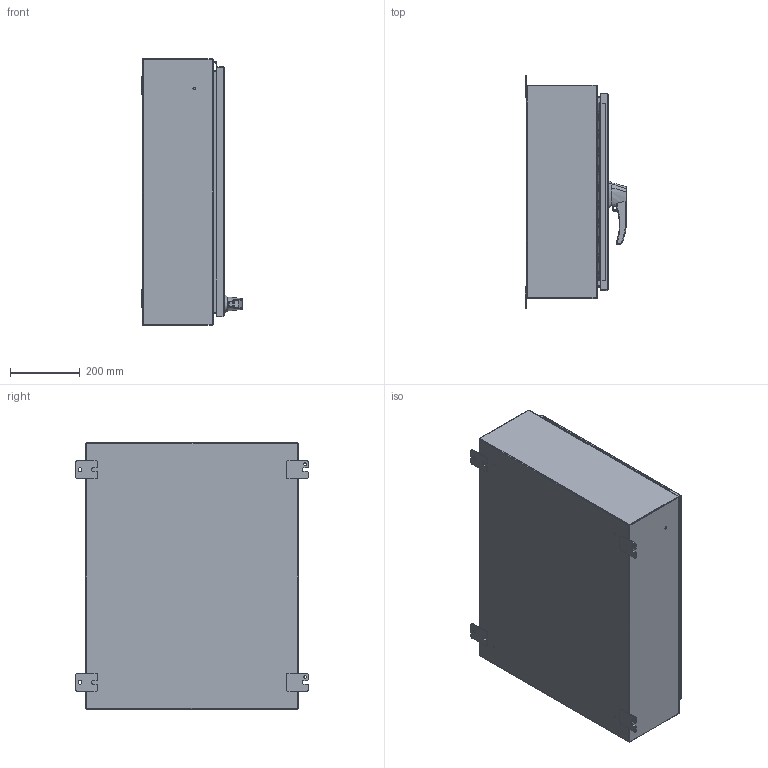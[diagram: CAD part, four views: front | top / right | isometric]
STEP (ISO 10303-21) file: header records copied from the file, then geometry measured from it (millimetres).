
FILE_DESCRIPTION (( 'STEP AP214' ), '1' );
FILE_NAME ('HW24308S16HK.STEP', '2019-08-22T11:09:28', ( '' ), ( '' ), 'SwSTEP 2.0', 'SolidWorks 2018', '' );
FILE_SCHEMA (( 'AUTOMOTIVE_DESIGN' ));
Length unit declared in the file: inch
Products named in the file (1): HW24308S16HK
Bounding box: 290.83 x 666.75 x 762 mm (x, y, z)
Volume: 3570794.3 mm3; surface area: 3651187.7 mm2
Topology: 46 solids, 47 shells, 1401 faces, 3482 edges, 2210 vertices
Faces by surface type: plane 670, cylinder 579, bspline 107, cone 41, torus 4
Entity records: 100000 total; most frequent: CARTESIAN_POINT 48491, ORIENTED_EDGE 6948, DIRECTION 6493, EDGE_CURVE 3474, AXIS2_PLACEMENT_3D 2269, VERTEX_POINT 2210, LINE 1955, VECTOR 1955
